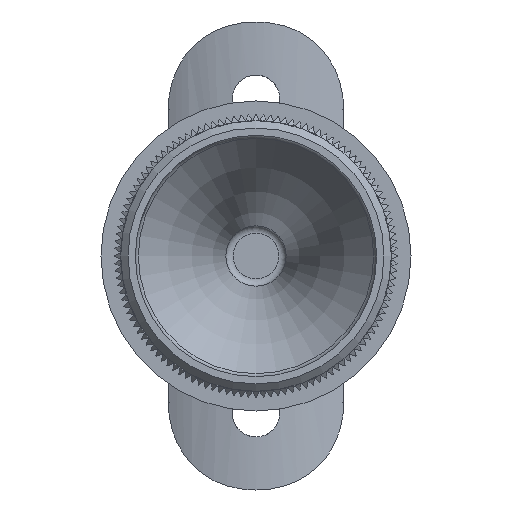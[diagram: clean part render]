
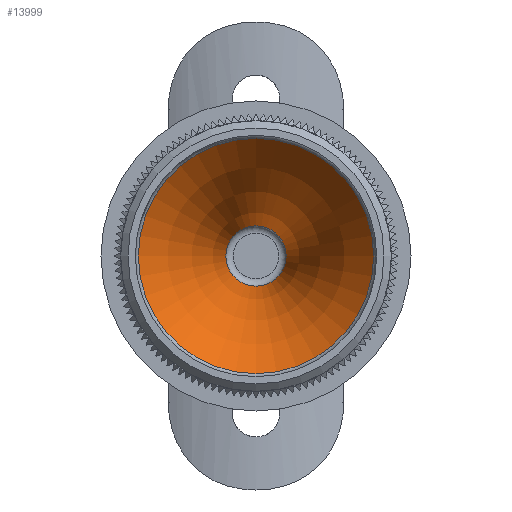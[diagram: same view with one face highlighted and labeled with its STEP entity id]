
A CAD part, front view. The second image highlights one B-rep face of the part: STEP entity #13999.
In plain terms, the highlighted toroidal (fillet/blend) face has major radius 49.5 mm and minor radius 46 mm.
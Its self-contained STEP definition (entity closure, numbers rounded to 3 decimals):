
#215 = AXIS2_PLACEMENT_3D ( 'NONE', #9095, #1358, #8787 ) ;
#1358 = DIRECTION ( 'NONE',  ( 0., 1., 0. ) ) ;
#2755 = CARTESIAN_POINT ( 'NONE',  ( -16.089, 25.089, 0. ) ) ;
#3153 = CARTESIAN_POINT ( 'NONE',  ( 0., 25.089, 0. ) ) ;
#5295 = CIRCLE ( 'NONE', #32377, 4.123 ) ;
#7957 = AXIS2_PLACEMENT_3D ( 'NONE', #3153, #16005, #15886 ) ;
#8787 = DIRECTION ( 'NONE',  ( -1., 0., 0. ) ) ;
#8916 = ORIENTED_EDGE ( 'NONE', *, *, #21435, .T. ) ;
#9095 = CARTESIAN_POINT ( 'NONE',  ( 0., 56.707, 0. ) ) ;
#10280 = CARTESIAN_POINT ( 'NONE',  ( -4.123, 49.164, 0. ) ) ;
#12887 = CARTESIAN_POINT ( 'NONE',  ( 0., 49.164, 0. ) ) ;
#13945 = TOROIDAL_SURFACE ( 'NONE', #215, 49.5, 46. ) ;
#13999 = ADVANCED_FACE ( 'NONE', ( #26468, #22939 ), #13945, .T. ) ;
#15717 = EDGE_LOOP ( 'NONE', ( #8916 ) ) ;
#15886 = DIRECTION ( 'NONE',  ( -1., 0., 0. ) ) ;
#16005 = DIRECTION ( 'NONE',  ( 0., 1., 0. ) ) ;
#18020 = DIRECTION ( 'NONE',  ( 0., 1., 0. ) ) ;
#18661 = CIRCLE ( 'NONE', #7957, 16.089 ) ;
#19725 = ORIENTED_EDGE ( 'NONE', *, *, #30635, .F. ) ;
#20428 = DIRECTION ( 'NONE',  ( -1., 0., 0. ) ) ;
#21435 = EDGE_CURVE ( 'NONE', #29961, #29961, #5295, .T. ) ;
#22939 = FACE_OUTER_BOUND ( 'NONE', #15717, .T. ) ;
#26468 = FACE_OUTER_BOUND ( 'NONE', #31204, .T. ) ;
#29174 = VERTEX_POINT ( 'NONE', #2755 ) ;
#29961 = VERTEX_POINT ( 'NONE', #10280 ) ;
#30635 = EDGE_CURVE ( 'NONE', #29174, #29174, #18661, .T. ) ;
#31204 = EDGE_LOOP ( 'NONE', ( #19725 ) ) ;
#32377 = AXIS2_PLACEMENT_3D ( 'NONE', #12887, #18020, #20428 ) ;
